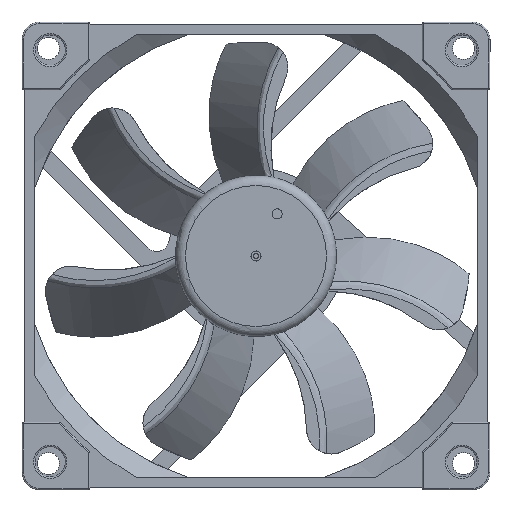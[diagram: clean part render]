
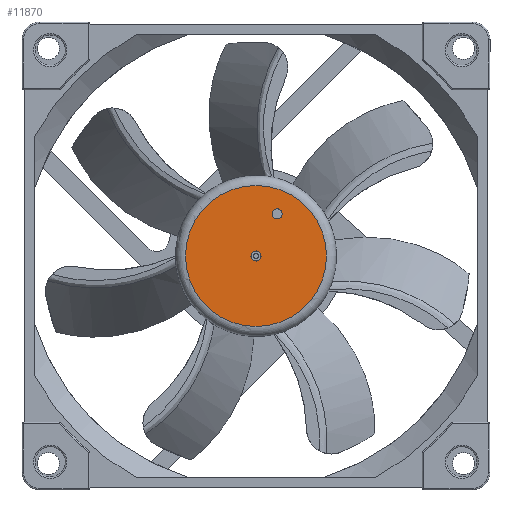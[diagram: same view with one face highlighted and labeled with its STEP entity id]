
A CAD part, front view. The second image highlights one B-rep face of the part: STEP entity #11870.
In plain terms, the highlighted planar face has unit normal (0, -1, 0).
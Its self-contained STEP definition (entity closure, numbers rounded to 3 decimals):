
#679=FACE_BOUND('',#2051,.T.);
#680=FACE_BOUND('',#2052,.T.);
#1338=FACE_OUTER_BOUND('',#2050,.T.);
#2050=EDGE_LOOP('',(#10906));
#2051=EDGE_LOOP('',(#10907));
#2052=EDGE_LOOP('',(#10908));
#2680=CIRCLE('',#13199,1.);
#2682=CIRCLE('',#13203,14.);
#2683=CIRCLE('',#13204,1.);
#5687=VERTEX_POINT('',#22219);
#5689=VERTEX_POINT('',#22226);
#5690=VERTEX_POINT('',#22228);
#7440=EDGE_CURVE('',#5687,#5687,#2680,.T.);
#7443=EDGE_CURVE('',#5689,#5689,#2682,.T.);
#7444=EDGE_CURVE('',#5690,#5690,#2683,.T.);
#10906=ORIENTED_EDGE('',*,*,#7443,.F.);
#10907=ORIENTED_EDGE('',*,*,#7444,.T.);
#10908=ORIENTED_EDGE('',*,*,#7440,.T.);
#11210=PLANE('',#13202);
#11870=ADVANCED_FACE('',(#1338,#679,#680),#11210,.T.);
#13199=AXIS2_PLACEMENT_3D('',#22220,#16753,#16754);
#13202=AXIS2_PLACEMENT_3D('',#22225,#16760,#16761);
#13203=AXIS2_PLACEMENT_3D('',#22227,#16762,#16763);
#13204=AXIS2_PLACEMENT_3D('',#22229,#16764,#16765);
#16753=DIRECTION('center_axis',(0.,1.,0.));
#16754=DIRECTION('ref_axis',(1.,0.,0.));
#16760=DIRECTION('center_axis',(0.,-1.,0.));
#16761=DIRECTION('ref_axis',(1.,0.,0.));
#16762=DIRECTION('center_axis',(0.,1.,0.));
#16763=DIRECTION('ref_axis',(1.,0.,0.));
#16764=DIRECTION('center_axis',(0.,1.,0.));
#16765=DIRECTION('ref_axis',(1.,0.,0.));
#22219=CARTESIAN_POINT('',(-47.,3.5,46.));
#22220=CARTESIAN_POINT('Origin',(-46.,3.5,46.));
#22225=CARTESIAN_POINT('Origin',(-46.,3.5,46.));
#22226=CARTESIAN_POINT('',(-46.,3.5,60.));
#22227=CARTESIAN_POINT('Origin',(-46.,3.5,46.));
#22228=CARTESIAN_POINT('',(-42.794,3.5,54.363));
#22229=CARTESIAN_POINT('Origin',(-41.794,3.5,54.363));
